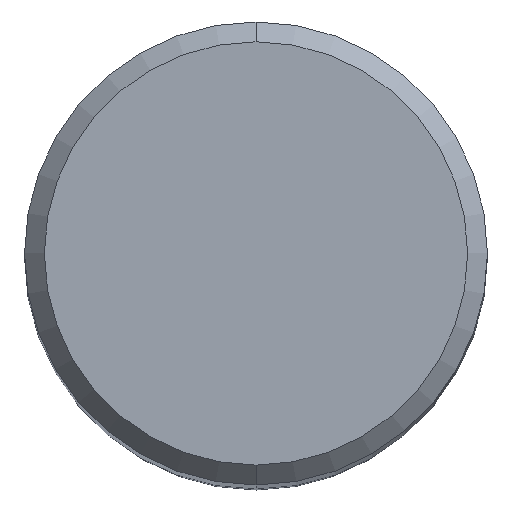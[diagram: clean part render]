
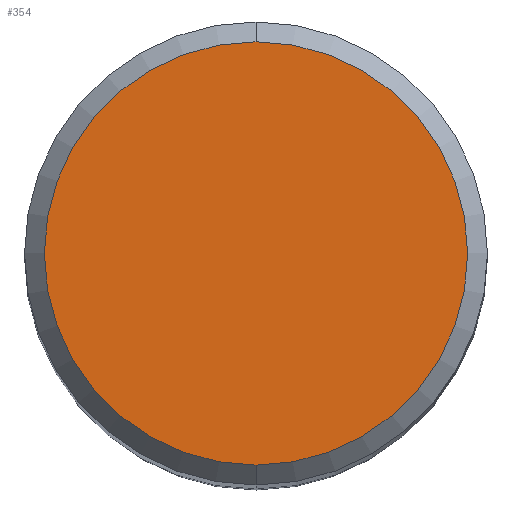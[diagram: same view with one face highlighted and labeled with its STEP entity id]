
A CAD part, top view. The second image highlights one B-rep face of the part: STEP entity #354.
In plain terms, the highlighted planar face has unit normal (0, 0, 1).
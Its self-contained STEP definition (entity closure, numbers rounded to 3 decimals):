
#312=VERTEX_POINT('',#627);
#354=ADVANCED_FACE('',(#672),#673,.T.);
#356=EDGE_CURVE('',#398,#312,#675,.T.);
#398=VERTEX_POINT('',#724);
#414=EDGE_CURVE('',#312,#398,#743,.T.);
#627=CARTESIAN_POINT('',(0.,-6.4,0.0));
#672=FACE_OUTER_BOUND('',#1139,.T.);
#673=PLANE('',#1140);
#675=CIRCLE('',#1143,6.4);
#724=CARTESIAN_POINT('',(0.0,6.4,0.0));
#743=CIRCLE('',#1348,6.4);
#1139=EDGE_LOOP('',(#1700,#1701));
#1140=AXIS2_PLACEMENT_3D('',#1702,#1703,#1704);
#1143=AXIS2_PLACEMENT_3D('',#1705,#1706,#1707);
#1348=AXIS2_PLACEMENT_3D('',#1794,#1795,#1796);
#1700=ORIENTED_EDGE('',*,*,#356,.F.);
#1701=ORIENTED_EDGE('',*,*,#414,.F.);
#1702=CARTESIAN_POINT('',(0.0,3.2,0.0));
#1703=DIRECTION('',(-0.0,0.0,1.0));
#1704=DIRECTION('',(0.0,-1.0,0.0));
#1705=CARTESIAN_POINT('',(0.0,0.0,0.0));
#1706=DIRECTION('',(0.0,0.0,-1.0));
#1707=DIRECTION('',(0.0,1.0,0.0));
#1794=CARTESIAN_POINT('',(0.0,0.0,0.0));
#1795=DIRECTION('',(0.0,0.0,-1.0));
#1796=DIRECTION('',(0.0,1.0,0.0));
